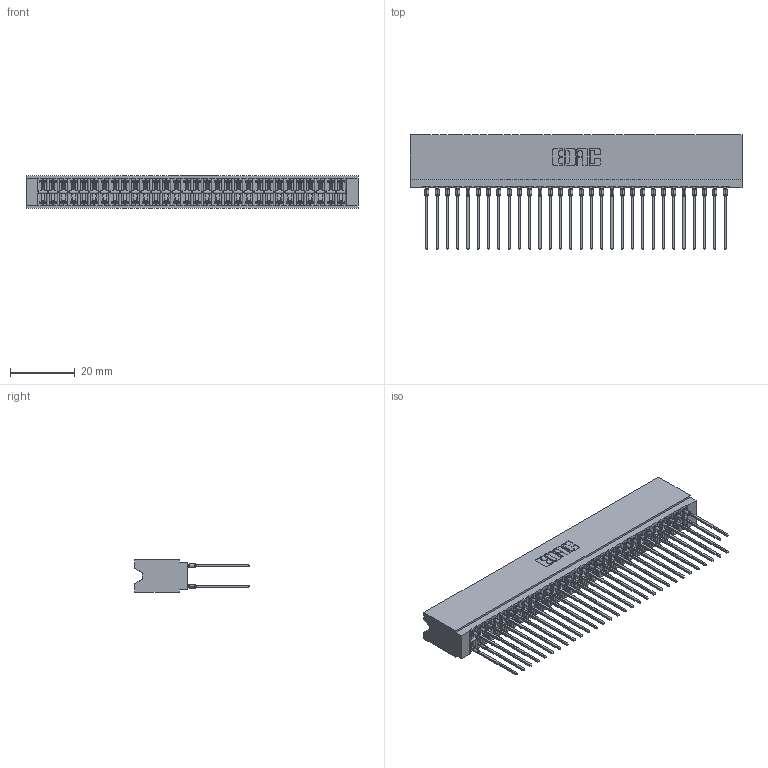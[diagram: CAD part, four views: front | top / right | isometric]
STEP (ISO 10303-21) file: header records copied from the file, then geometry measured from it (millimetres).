
FILE_DESCRIPTION (( 'STEP AP203' ), '1' );
FILE_NAME ('746-060-541-206.STEP', '2026-02-27T20:28:56', ( '' ), ( '' ), 'SwSTEP 2.0', 'SolidWorks 2023', '' );
FILE_SCHEMA (( 'CONFIG_CONTROL_DESIGN' ));
Length unit declared in the file: millimetre
Products named in the file (3): 746-292-001_541; 746 Part_.515 Slot Depth - 06; 746-060-541-206
Assembly tree (61 placements, depth 2):
  746-060-541-206
    746 Part_.515 Slot Depth - 06
    746-292-001_541  x60
Bounding box: 102.49 x 35.42 x 9.91 mm (x, y, z)
Volume: 11364.7 mm3; surface area: 19573.2 mm2
Topology: 61 solids, 61 shells, 5468 faces, 15025 edges, 9565 vertices
Faces by surface type: plane 2816, bspline 1200, cylinder 1092, torus 360
Entity records: 48005 total; most frequent: CARTESIAN_POINT 9648, ORIENTED_EDGE 8220, DIRECTION 6884, EDGE_CURVE 4110, VECTOR 3626, LINE 3626, VERTEX_POINT 2721, AXIS2_PLACEMENT_3D 1629
